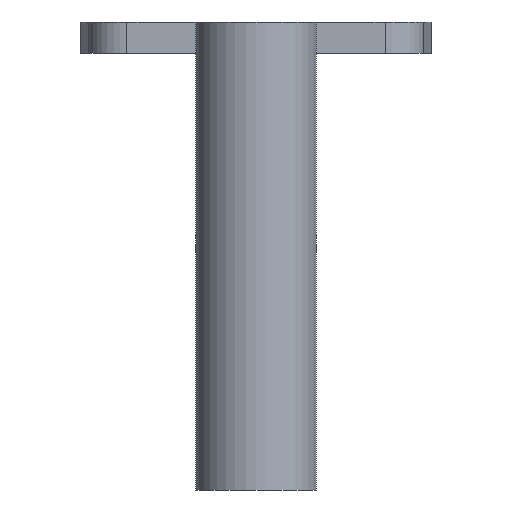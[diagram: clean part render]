
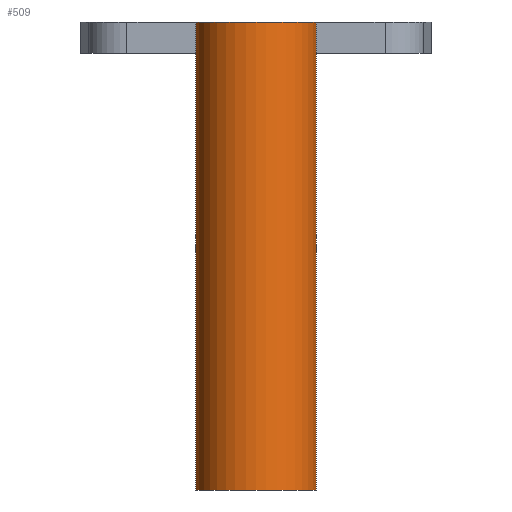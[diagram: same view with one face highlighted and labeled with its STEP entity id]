
A CAD part, front view. The second image highlights one B-rep face of the part: STEP entity #509.
In plain terms, the highlighted cylindrical face has radius 1.55 mm (diameter 3.1 mm), a partial arc.
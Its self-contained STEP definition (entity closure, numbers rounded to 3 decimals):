
#8 = DIRECTION ( 'NONE',  ( -1., 0., 0. ) ) ;
#12 = AXIS2_PLACEMENT_3D ( 'NONE', #882, #434, #8 ) ;
#19 = AXIS2_PLACEMENT_3D ( 'NONE', #854, #859, #845 ) ;
#31 = CARTESIAN_POINT ( 'NONE',  ( 0., 0., 0. ) ) ;
#55 = DIRECTION ( 'NONE',  ( 1., 0., 0. ) ) ;
#75 = AXIS2_PLACEMENT_3D ( 'NONE', #31, #284, #55 ) ;
#284 = DIRECTION ( 'NONE',  ( 0., 0., 1. ) ) ;
#317 = CIRCLE ( 'NONE', #19, 1.55 ) ;
#318 = VECTOR ( 'NONE', #587, 1000. ) ;
#331 = LINE ( 'NONE', #761, #318 ) ;
#338 = CYLINDRICAL_SURFACE ( 'NONE', #12, 1.55 ) ;
#342 = LINE ( 'NONE', #508, #349 ) ;
#345 = FACE_OUTER_BOUND ( 'NONE', #724, .T. ) ;
#349 = VECTOR ( 'NONE', #634, 1000. ) ;
#379 = EDGE_CURVE ( 'NONE', #606, #677, #385, .T. ) ;
#385 = CIRCLE ( 'NONE', #75, 1.55 ) ;
#434 = DIRECTION ( 'NONE',  ( 0., 0., -1. ) ) ;
#508 = CARTESIAN_POINT ( 'NONE',  ( 1.55, 0., 12. ) ) ;
#509 = ADVANCED_FACE ( 'NONE', ( #345 ), #338, .T. ) ;
#520 = EDGE_CURVE ( 'NONE', #622, #677, #342, .T. ) ;
#526 = ORIENTED_EDGE ( 'NONE', *, *, #520, .F. ) ;
#534 = CARTESIAN_POINT ( 'NONE',  ( 1.55, 0., 0. ) ) ;
#563 = ORIENTED_EDGE ( 'NONE', *, *, #841, .F. ) ;
#578 = ORIENTED_EDGE ( 'NONE', *, *, #379, .T. ) ;
#587 = DIRECTION ( 'NONE',  ( 0., 0., -1. ) ) ;
#606 = VERTEX_POINT ( 'NONE', #686 ) ;
#610 = VERTEX_POINT ( 'NONE', #682 ) ;
#622 = VERTEX_POINT ( 'NONE', #867 ) ;
#634 = DIRECTION ( 'NONE',  ( 0., 0., -1. ) ) ;
#677 = VERTEX_POINT ( 'NONE', #534 ) ;
#682 = CARTESIAN_POINT ( 'NONE',  ( -1.55, 0., 12. ) ) ;
#686 = CARTESIAN_POINT ( 'NONE',  ( -1.55, 0., 0. ) ) ;
#724 = EDGE_LOOP ( 'NONE', ( #526, #563, #810, #578 ) ) ;
#761 = CARTESIAN_POINT ( 'NONE',  ( -1.55, 0., 12. ) ) ;
#810 = ORIENTED_EDGE ( 'NONE', *, *, #838, .T. ) ;
#838 = EDGE_CURVE ( 'NONE', #610, #606, #331, .T. ) ;
#841 = EDGE_CURVE ( 'NONE', #610, #622, #317, .T. ) ;
#845 = DIRECTION ( 'NONE',  ( 1., 0., 0. ) ) ;
#854 = CARTESIAN_POINT ( 'NONE',  ( 0., 0., 12. ) ) ;
#859 = DIRECTION ( 'NONE',  ( 0., 0., 1. ) ) ;
#867 = CARTESIAN_POINT ( 'NONE',  ( 1.55, 0., 12. ) ) ;
#882 = CARTESIAN_POINT ( 'NONE',  ( 0., 0., 12. ) ) ;
